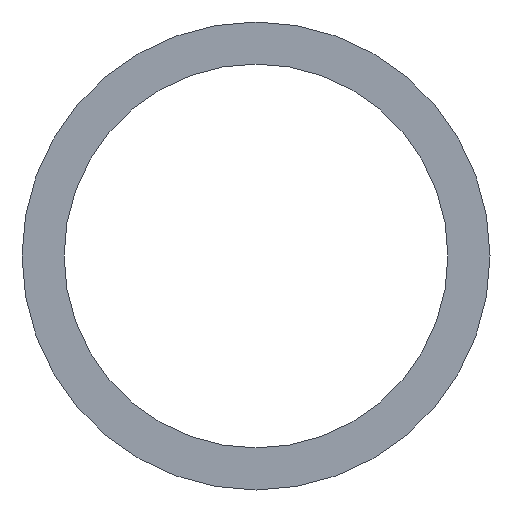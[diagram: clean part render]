
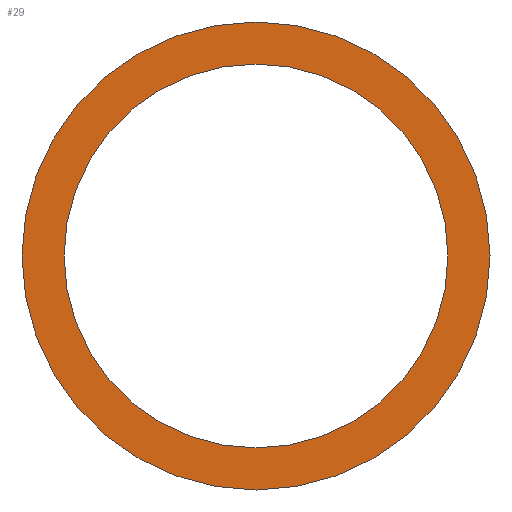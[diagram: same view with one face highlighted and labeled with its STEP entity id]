
A CAD part, front view. The second image highlights one B-rep face of the part: STEP entity #29.
In plain terms, the highlighted planar face has unit normal (0, -1, 0).
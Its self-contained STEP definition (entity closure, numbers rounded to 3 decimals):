
#4 = ORIENTED_EDGE ( 'NONE', *, *, #88, .T. ) ;
#9 = DIRECTION ( 'NONE',  ( 0., 0., 1. ) ) ;
#16 = DIRECTION ( 'NONE',  ( 0., 1., 0. ) ) ;
#26 = EDGE_CURVE ( 'NONE', #70, #208, #140, .T. ) ;
#28 = CIRCLE ( 'NONE', #58, 167. ) ;
#29 = ADVANCED_FACE ( 'NONE', ( #114, #212 ), #118, .F. ) ;
#38 = ORIENTED_EDGE ( 'NONE', *, *, #82, .F. ) ;
#43 = DIRECTION ( 'NONE',  ( 0., 0., 1. ) ) ;
#54 = DIRECTION ( 'NONE',  ( 0., 1., 0. ) ) ;
#56 = CARTESIAN_POINT ( 'NONE',  ( 0., 0., 137. ) ) ;
#57 = CARTESIAN_POINT ( 'NONE',  ( 0., 0., 0. ) ) ;
#58 = AXIS2_PLACEMENT_3D ( 'NONE', #145, #147, #9 ) ;
#59 = DIRECTION ( 'NONE',  ( 0., 1., 0. ) ) ;
#65 = CARTESIAN_POINT ( 'NONE',  ( 0., 0., 167. ) ) ;
#69 = VERTEX_POINT ( 'NONE', #163 ) ;
#70 = VERTEX_POINT ( 'NONE', #56 ) ;
#80 = CARTESIAN_POINT ( 'NONE',  ( 0., 0., 0. ) ) ;
#82 = EDGE_CURVE ( 'NONE', #69, #125, #172, .T. ) ;
#87 = AXIS2_PLACEMENT_3D ( 'NONE', #57, #235, #144 ) ;
#88 = EDGE_CURVE ( 'NONE', #208, #70, #214, .T. ) ;
#93 = DIRECTION ( 'NONE',  ( 0., 0., 1. ) ) ;
#108 = CARTESIAN_POINT ( 'NONE',  ( 0., 0., -137. ) ) ;
#114 = FACE_OUTER_BOUND ( 'NONE', #161, .T. ) ;
#118 = PLANE ( 'NONE',  #188 ) ;
#120 = AXIS2_PLACEMENT_3D ( 'NONE', #203, #16, #93 ) ;
#125 = VERTEX_POINT ( 'NONE', #65 ) ;
#137 = EDGE_LOOP ( 'NONE', ( #4, #175 ) ) ;
#140 = CIRCLE ( 'NONE', #87, 137. ) ;
#144 = DIRECTION ( 'NONE',  ( 0., 0., 1. ) ) ;
#145 = CARTESIAN_POINT ( 'NONE',  ( 0., 0., 0. ) ) ;
#147 = DIRECTION ( 'NONE',  ( 0., 1., 0. ) ) ;
#160 = ORIENTED_EDGE ( 'NONE', *, *, #245, .F. ) ;
#161 = EDGE_LOOP ( 'NONE', ( #38, #160 ) ) ;
#163 = CARTESIAN_POINT ( 'NONE',  ( 0., 0., -167. ) ) ;
#167 = DIRECTION ( 'NONE',  ( 0., 0., 1. ) ) ;
#172 = CIRCLE ( 'NONE', #206, 167. ) ;
#175 = ORIENTED_EDGE ( 'NONE', *, *, #26, .T. ) ;
#188 = AXIS2_PLACEMENT_3D ( 'NONE', #202, #54, #167 ) ;
#202 = CARTESIAN_POINT ( 'NONE',  ( 0., 0., 0. ) ) ;
#203 = CARTESIAN_POINT ( 'NONE',  ( 0., 0., 0. ) ) ;
#206 = AXIS2_PLACEMENT_3D ( 'NONE', #80, #59, #43 ) ;
#208 = VERTEX_POINT ( 'NONE', #108 ) ;
#212 = FACE_BOUND ( 'NONE', #137, .T. ) ;
#214 = CIRCLE ( 'NONE', #120, 137. ) ;
#235 = DIRECTION ( 'NONE',  ( 0., 1., 0. ) ) ;
#245 = EDGE_CURVE ( 'NONE', #125, #69, #28, .T. ) ;
